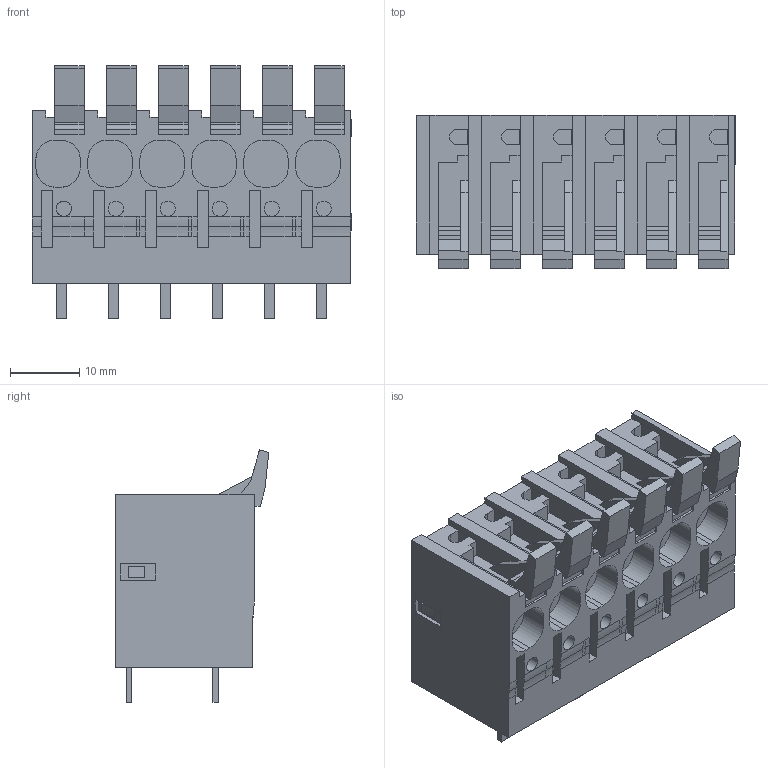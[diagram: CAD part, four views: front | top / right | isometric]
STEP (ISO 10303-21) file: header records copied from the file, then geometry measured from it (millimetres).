
FILE_DESCRIPTION(('CATIA V5 STEP Exchange','CAx-IF Rec.Pracs.--- Model Styling and Organization---1.4--- 2014-01-23'),'2;1');
FILE_NAME ('D1462716_2_2472120000_2472120000.stp','2022-07-29T07:21:09+00:00',('none'),('Weidmueller'),'CATIA Version 5-6 Release 2016 SP3 HF44','CATIA V5 STEP AP214','none');
FILE_SCHEMA(('AUTOMOTIVE_DESIGN { 1 0 10303 214 1 1 1 1 }'));
Length unit declared in the file: millimetre
Products named in the file (1): 2472120000
Bounding box: 46.13 x 22.16 x 36.41 mm (x, y, z)
Volume: 19384.6 mm3; surface area: 9635.1 mm2
Topology: 13 solids, 13 shells, 554 faces, 1465 edges, 975 vertices
Faces by surface type: plane 438, cylinder 116
Entity records: 16195 total; most frequent: CARTESIAN_POINT 3434, ORIENTED_EDGE 2930, DIRECTION 1983, EDGE_CURVE 1465, VECTOR 1251, LINE 1251, VERTEX_POINT 975, EDGE_LOOP 592
